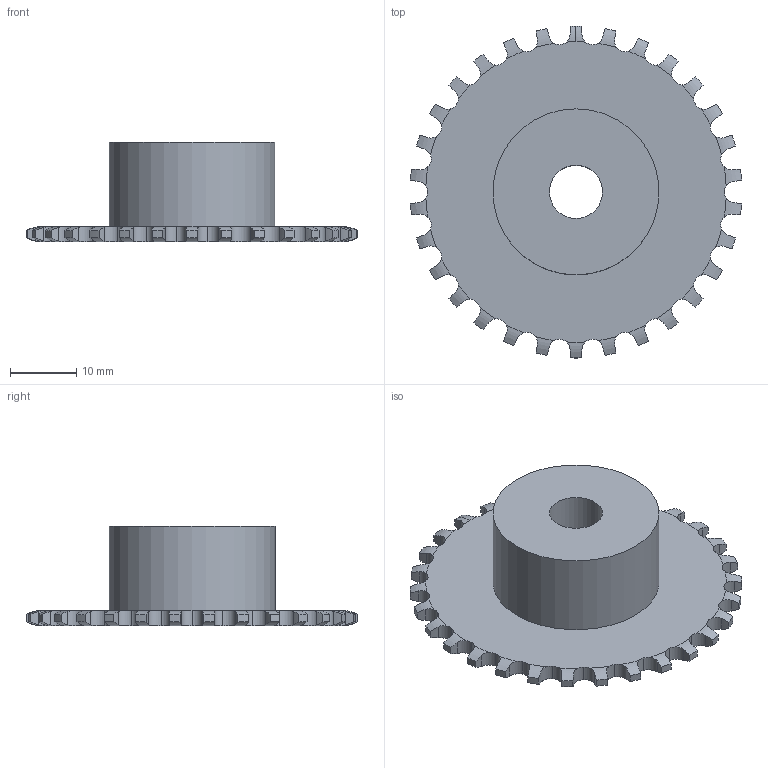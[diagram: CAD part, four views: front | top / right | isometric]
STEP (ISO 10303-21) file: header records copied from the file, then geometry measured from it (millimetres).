
FILE_DESCRIPTION(('FreeCAD Model'),'2;1');
FILE_NAME('Open CASCADE Shape Model','2021-02-24T19:08:00',('Author'),( ''),'Open CASCADE STEP processor 7.4','FreeCAD','Unknown');
FILE_SCHEMA(('AUTOMOTIVE_DESIGN { 1 0 10303 214 1 1 1 1 }'));
Length unit declared in the file: millimetre
Products named in the file (1): Hole
Bounding box: 49.87 x 50 x 15 mm (x, y, z)
Volume: 9421.7 mm3; surface area: 5243.8 mm2
Topology: 1 solids, 1 shells, 217 faces, 702 edges, 488 vertices
Faces by surface type: cylinder 152, revolution 62, plane 3
Full cylindrical faces by diameter (mm): 8 x1, 25 x1
Entity records: 25635 total; most frequent: CARTESIAN_POINT 12972, DIRECTION 2071, ORIENTED_EDGE 1404, PCURVE 1404, DEFINITIONAL_REPRESENTATION 1404, LINE 830, VECTOR 830, B_SPLINE_CURVE_WITH_KNOTS 720
